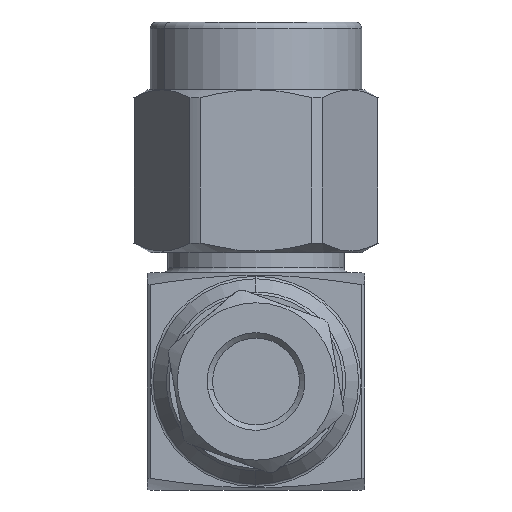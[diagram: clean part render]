
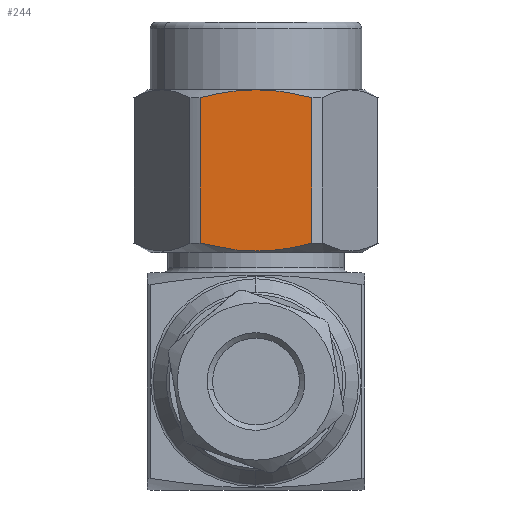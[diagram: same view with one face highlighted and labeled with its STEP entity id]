
A CAD part, front view. The second image highlights one B-rep face of the part: STEP entity #244.
In plain terms, the highlighted planar face has unit normal (0, -1, 0).
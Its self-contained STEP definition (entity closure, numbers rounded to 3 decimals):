
#117 = EDGE_CURVE ( 'NONE', #1169, #7015, #4932, .T. ) ;
#226 = CARTESIAN_POINT ( 'NONE',  ( -2.062, -4., 9.096 ) ) ;
#244 = ADVANCED_FACE ( 'NONE', ( #708 ), #1744, .F. ) ;
#275 = CARTESIAN_POINT ( 'NONE',  ( -1.384, -4., 14.623 ) ) ;
#521 = CARTESIAN_POINT ( 'NONE',  ( 0., -4., 14.75 ) ) ;
#569 = DIRECTION ( 'NONE',  ( 0., 1., 0. ) ) ;
#708 = FACE_OUTER_BOUND ( 'NONE', #4423, .T. ) ;
#751 = CARTESIAN_POINT ( 'NONE',  ( 0.692, -4., 8.834 ) ) ;
#794 = B_SPLINE_CURVE_WITH_KNOTS ( 'NONE', 3,
 ( #6526, #3123, #5176, #521 ),
 .UNSPECIFIED., .F., .F.,
 ( 4, 4 ),
 ( 0., 0.002 ),
 .UNSPECIFIED. ) ;
#869 = CARTESIAN_POINT ( 'NONE',  ( 2.062, -4., 9.096 ) ) ;
#916 = CARTESIAN_POINT ( 'NONE',  ( -2.062, -4., 9.096 ) ) ;
#1092 = DIRECTION ( 'NONE',  ( -1., 0., 0. ) ) ;
#1116 = DIRECTION ( 'NONE',  ( 0., 0., -1. ) ) ;
#1169 = VERTEX_POINT ( 'NONE', #2665 ) ;
#1202 = VERTEX_POINT ( 'NONE', #226 ) ;
#1448 = CARTESIAN_POINT ( 'NONE',  ( -1.724, -4., 14.551 ) ) ;
#1744 = PLANE ( 'NONE',  #3793 ) ;
#2036 = EDGE_CURVE ( 'NONE', #1169, #4780, #794, .T. ) ;
#2665 = CARTESIAN_POINT ( 'NONE',  ( 2.062, -4., 14.461 ) ) ;
#2710 = VECTOR ( 'NONE', #1116, 1000. ) ;
#2762 = CARTESIAN_POINT ( 'NONE',  ( 0.341, -4., 8.807 ) ) ;
#2797 = CARTESIAN_POINT ( 'NONE',  ( 1.382, -4., 8.934 ) ) ;
#3056 = ORIENTED_EDGE ( 'NONE', *, *, #7539, .T. ) ;
#3123 = CARTESIAN_POINT ( 'NONE',  ( 1.384, -4., 14.641 ) ) ;
#3291 = EDGE_CURVE ( 'NONE', #1202, #7015, #8548, .T. ) ;
#3327 = EDGE_CURVE ( 'NONE', #4780, #3953, #7812, .T. ) ;
#3454 = CARTESIAN_POINT ( 'NONE',  ( -0.703, -4., 8.808 ) ) ;
#3531 = CARTESIAN_POINT ( 'NONE',  ( -0.347, -4., 14.75 ) ) ;
#3793 = AXIS2_PLACEMENT_3D ( 'NONE', #4540, #569, #1092 ) ;
#3871 = ORIENTED_EDGE ( 'NONE', *, *, #3291, .T. ) ;
#3953 = VERTEX_POINT ( 'NONE', #6999 ) ;
#4393 = CARTESIAN_POINT ( 'NONE',  ( -2.062, -4., 17.25 ) ) ;
#4423 = EDGE_LOOP ( 'NONE', ( #7617, #4642, #6994, #3056, #3871 ) ) ;
#4540 = CARTESIAN_POINT ( 'NONE',  ( -2.062, -4., 17.25 ) ) ;
#4642 = ORIENTED_EDGE ( 'NONE', *, *, #2036, .T. ) ;
#4780 = VERTEX_POINT ( 'NONE', #7275 ) ;
#4813 = CARTESIAN_POINT ( 'NONE',  ( -2.062, -4., 14.461 ) ) ;
#4932 = LINE ( 'NONE', #6845, #6289 ) ;
#5176 = CARTESIAN_POINT ( 'NONE',  ( 0.698, -4., 14.75 ) ) ;
#5459 = CARTESIAN_POINT ( 'NONE',  ( 2.062, -4., 9.096 ) ) ;
#5500 = CARTESIAN_POINT ( 'NONE',  ( -0.697, -4., 14.723 ) ) ;
#5501 = DIRECTION ( 'NONE',  ( 0., 0., -1. ) ) ;
#5542 = CARTESIAN_POINT ( 'NONE',  ( -1.386, -4., 8.918 ) ) ;
#5786 = LINE ( 'NONE', #4393, #2710 ) ;
#6147 = CARTESIAN_POINT ( 'NONE',  ( 1.723, -4., 9.007 ) ) ;
#6232 = CARTESIAN_POINT ( 'NONE',  ( 0., -4., 14.75 ) ) ;
#6289 = VECTOR ( 'NONE', #5501, 1000. ) ;
#6526 = CARTESIAN_POINT ( 'NONE',  ( 2.062, -4., 14.461 ) ) ;
#6845 = CARTESIAN_POINT ( 'NONE',  ( 2.062, -4., 17.25 ) ) ;
#6994 = ORIENTED_EDGE ( 'NONE', *, *, #3327, .T. ) ;
#6999 = CARTESIAN_POINT ( 'NONE',  ( -2.062, -4., 14.461 ) ) ;
#7015 = VERTEX_POINT ( 'NONE', #869 ) ;
#7275 = CARTESIAN_POINT ( 'NONE',  ( 0., -4., 14.75 ) ) ;
#7539 = EDGE_CURVE ( 'NONE', #3953, #1202, #5786, .T. ) ;
#7617 = ORIENTED_EDGE ( 'NONE', *, *, #117, .F. ) ;
#7812 = B_SPLINE_CURVE_WITH_KNOTS ( 'NONE', 3,
 ( #6232, #3531, #5500, #275, #1448, #4813 ),
 .UNSPECIFIED., .F., .F.,
 ( 4, 2, 4 ),
 ( 0.002, 0.003, 0.004 ),
 .UNSPECIFIED. ) ;
#8548 = B_SPLINE_CURVE_WITH_KNOTS ( 'NONE', 3,
 ( #916, #5542, #3454, #2762, #751, #2797, #6147, #5459 ),
 .UNSPECIFIED., .F., .F.,
 ( 4, 2, 2, 4 ),
 ( 0., 0.002, 0.003, 0.004 ),
 .UNSPECIFIED. ) ;
